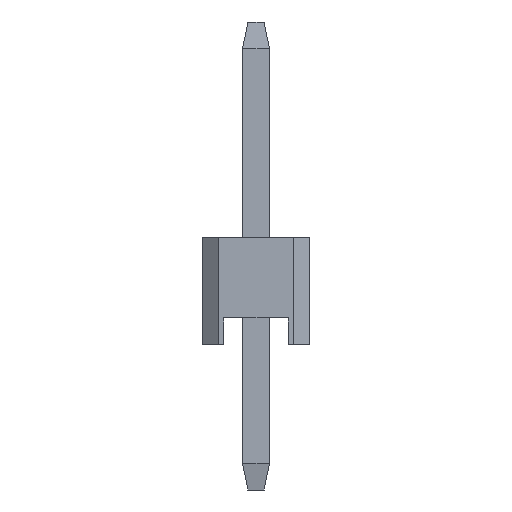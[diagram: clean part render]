
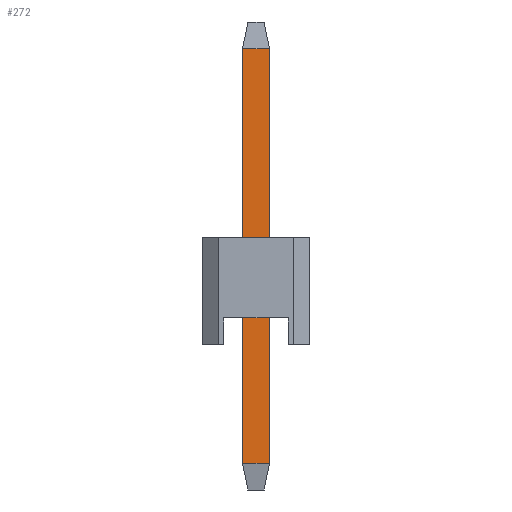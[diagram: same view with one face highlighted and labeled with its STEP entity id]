
A CAD part, left-side view. The second image highlights one B-rep face of the part: STEP entity #272.
In plain terms, the highlighted planar face has unit normal (-1, 0, 0).
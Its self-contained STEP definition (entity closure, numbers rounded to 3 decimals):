
#272=ADVANCED_FACE('',(#774),#7524,.T.);
#774=FACE_OUTER_BOUND('',#1276,.T.);
#1276=EDGE_LOOP('',(#1819,#1820,#1821,#1822));
#1819=ORIENTED_EDGE('',*,*,#4288,.F.);
#1820=ORIENTED_EDGE('',*,*,#4289,.F.);
#1821=ORIENTED_EDGE('',*,*,#4290,.F.);
#1822=ORIENTED_EDGE('',*,*,#4287,.F.);
#4287=EDGE_CURVE('',#6755,#6756,#5521,.T.);
#4288=EDGE_CURVE('',#6757,#6755,#5522,.T.);
#4289=EDGE_CURVE('',#6758,#6757,#5523,.T.);
#4290=EDGE_CURVE('',#6756,#6758,#5524,.T.);
#5521=B_SPLINE_CURVE_WITH_KNOTS('',1,(#9093,#9094),.UNSPECIFIED.,.F.,.F.,
(2,2),(-7.7,0.),.UNSPECIFIED.);
#5522=B_SPLINE_CURVE_WITH_KNOTS('',1,(#9095,#9096),.UNSPECIFIED.,.F.,.F.,
(2,2),(-0.5,0.),.UNSPECIFIED.);
#5523=B_SPLINE_CURVE_WITH_KNOTS('',1,(#9097,#9098),.UNSPECIFIED.,.F.,.F.,
(2,2),(-7.7,0.),.UNSPECIFIED.);
#5524=B_SPLINE_CURVE_WITH_KNOTS('',1,(#9099,#9100),.UNSPECIFIED.,.F.,.F.,
(2,2),(-0.5,0.),.UNSPECIFIED.);
#6755=VERTEX_POINT('',#9073);
#6756=VERTEX_POINT('',#9074);
#6757=VERTEX_POINT('',#9075);
#6758=VERTEX_POINT('',#9076);
#7524=PLANE('',#8046);
#8046=AXIS2_PLACEMENT_3D('',#9056,#8551,$);
#8551=DIRECTION('',(-1.,0.,0.));
#9056=CARTESIAN_POINT('',(-0.25,64.04,6.34));
#9073=CARTESIAN_POINT('',(-0.25,64.75,5.51));
#9074=CARTESIAN_POINT('',(-0.25,64.75,-2.19));
#9075=CARTESIAN_POINT('',(-0.25,65.25,5.51));
#9076=CARTESIAN_POINT('',(-0.25,65.25,-2.19));
#9093=CARTESIAN_POINT('',(-0.25,64.75,5.51));
#9094=CARTESIAN_POINT('',(-0.25,64.75,-2.19));
#9095=CARTESIAN_POINT('',(-0.25,65.25,5.51));
#9096=CARTESIAN_POINT('',(-0.25,64.75,5.51));
#9097=CARTESIAN_POINT('',(-0.25,65.25,-2.19));
#9098=CARTESIAN_POINT('',(-0.25,65.25,5.51));
#9099=CARTESIAN_POINT('',(-0.25,64.75,-2.19));
#9100=CARTESIAN_POINT('',(-0.25,65.25,-2.19));
